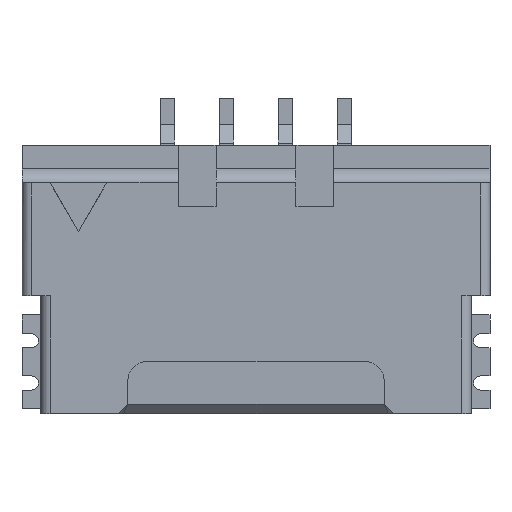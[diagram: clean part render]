
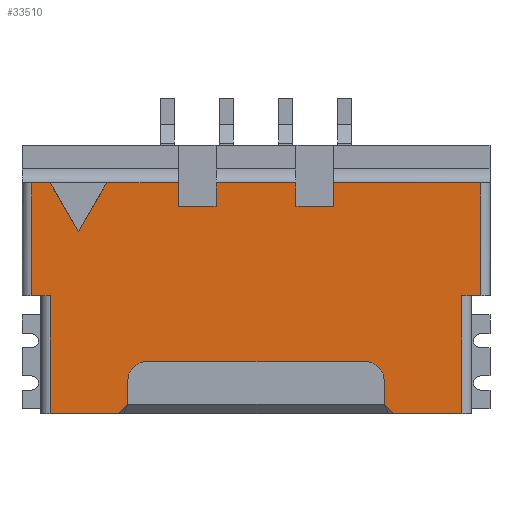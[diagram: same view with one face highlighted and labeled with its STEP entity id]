
A CAD part, top view. The second image highlights one B-rep face of the part: STEP entity #33510.
In plain terms, the highlighted planar face has unit normal (0, 0, 1).
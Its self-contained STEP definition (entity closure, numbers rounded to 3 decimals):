
#6060=CARTESIAN_POINT('',(16.567,-3.732,2.5));
#6070=VERTEX_POINT('',#6060);
#6100=CARTESIAN_POINT('',(16.567,0.,2.5));
#6110=DIRECTION('',(0.,-1.,0.));
#6120=VECTOR('',#6110,1.);
#6130=LINE('',#6100,#6120);
#6140=CARTESIAN_POINT('',(16.567,-3.232,2.5));
#6150=VERTEX_POINT('',#6140);
#6160=EDGE_CURVE('',#6150,#6070,#6130,.T.);
#7250=CARTESIAN_POINT('',(15.517,-0.071,2.5));
#7260=VERTEX_POINT('',#7250);
#7290=CARTESIAN_POINT('',(15.475,0.,2.5));
#7300=DIRECTION('',(0.5,-0.866,0.));
#7310=VECTOR('',#7300,1.);
#7320=LINE('',#7290,#7310);
#7330=CARTESIAN_POINT('',(14.917,0.968,2.5));
#7340=VERTEX_POINT('',#7330);
#7350=EDGE_CURVE('',#7340,#7260,#7320,.T.);
#15540=CARTESIAN_POINT('',(16.367,-3.932,2.5));
#15550=VERTEX_POINT('',#15540);
#15580=CARTESIAN_POINT('',(18.6,-1.699,2.5));
#15590=DIRECTION('',(-0.707,-0.707,0.));
#15600=VECTOR('',#15590,1.);
#15610=LINE('',#15580,#15600);
#15620=EDGE_CURVE('',#6070,#15550,#15610,.T.);
#15720=CARTESIAN_POINT('',(23.667,-3.932,2.5));
#15730=DIRECTION('',(0.,1.,0.));
#15740=VECTOR('',#15730,1.);
#15750=LINE('',#15720,#15740);
#15760=CARTESIAN_POINT('',(23.667,-3.932,2.5));
#15770=VERTEX_POINT('',#15760);
#15780=CARTESIAN_POINT('',(23.667,-1.432,2.5));
#15790=VERTEX_POINT('',#15780);
#15800=EDGE_CURVE('',#15770,#15790,#15750,.T.);
#16670=CARTESIAN_POINT('',(16.967,-2.832,2.5));
#16680=VERTEX_POINT('',#16670);
#16710=CARTESIAN_POINT('',(18.6,-2.832,2.5));
#16720=DIRECTION('',(-1.,0.,0.));
#16730=VECTOR('',#16720,1.);
#16740=LINE('',#16710,#16730);
#16750=CARTESIAN_POINT('',(21.617,-2.832,2.5));
#16760=VERTEX_POINT('',#16750);
#16770=EDGE_CURVE('',#16760,#16680,#16740,.T.);
#17340=CARTESIAN_POINT('',(18.6,0.968,2.5));
#17350=DIRECTION('',(1.,0.,-0.));
#17360=VECTOR('',#17350,1.);
#17370=LINE('',#17340,#17360);
#17380=CARTESIAN_POINT('',(18.442,0.968,2.5));
#17390=VERTEX_POINT('',#17380);
#17400=CARTESIAN_POINT('',(20.142,0.968,2.5));
#17410=VERTEX_POINT('',#17400);
#17420=EDGE_CURVE('',#17390,#17410,#17370,.T.);
#18520=CARTESIAN_POINT('',(17.642,0.,2.5));
#18530=DIRECTION('',(0.,-1.,0.));
#18540=VECTOR('',#18530,1.);
#18550=LINE('',#18520,#18540);
#18560=CARTESIAN_POINT('',(17.642,0.968,2.5));
#18570=VERTEX_POINT('',#18560);
#18580=CARTESIAN_POINT('',(17.642,0.468,2.5));
#18590=VERTEX_POINT('',#18580);
#18600=EDGE_CURVE('',#18570,#18590,#18550,.T.);
#20530=CARTESIAN_POINT('',(16.117,0.968,2.5));
#20540=VERTEX_POINT('',#20530);
#20590=CARTESIAN_POINT('',(18.6,0.968,2.5));
#20600=DIRECTION('',(1.,0.,-0.));
#20610=VECTOR('',#20600,1.);
#20620=LINE('',#20590,#20610);
#20630=EDGE_CURVE('',#20540,#18570,#20620,.T.);
#20860=CARTESIAN_POINT('',(18.442,0.468,2.5));
#20870=VERTEX_POINT('',#20860);
#20900=CARTESIAN_POINT('',(18.6,0.468,2.5));
#20910=DIRECTION('',(-1.,-0.,0.));
#20920=VECTOR('',#20910,1.);
#20930=LINE('',#20900,#20920);
#20940=EDGE_CURVE('',#20870,#18590,#20930,.T.);
#23320=CARTESIAN_POINT('',(16.967,-3.232,2.5));
#23330=DIRECTION('',(0.,0.,-1.));
#23340=DIRECTION('',(-1.,0.,0.));
#23350=AXIS2_PLACEMENT_3D('',#23320,#23330,#23340);
#23360=CIRCLE('',#23350,0.4);
#23370=EDGE_CURVE('',#6150,#16680,#23360,.T.);
#23610=CARTESIAN_POINT('',(14.517,-1.432,2.5));
#23620=VERTEX_POINT('',#23610);
#23720=CARTESIAN_POINT('',(14.517,0.968,2.5));
#23730=VERTEX_POINT('',#23720);
#23760=CARTESIAN_POINT('',(14.517,-1.432,2.5));
#23770=DIRECTION('',(0.,1.,0.));
#23780=VECTOR('',#23770,1.);
#23790=LINE('',#23760,#23780);
#23800=EDGE_CURVE('',#23620,#23730,#23790,.T.);
#25160=CARTESIAN_POINT('',(18.442,0.,2.5));
#25170=DIRECTION('',(0.,1.,-0.));
#25180=VECTOR('',#25170,1.);
#25190=LINE('',#25160,#25180);
#25200=EDGE_CURVE('',#20870,#17390,#25190,.T.);
#30240=CARTESIAN_POINT('',(15.558,0.,2.5));
#30250=DIRECTION('',(0.5,0.866,0.));
#30260=VECTOR('',#30250,1.);
#30270=LINE('',#30240,#30260);
#30280=EDGE_CURVE('',#7260,#20540,#30270,.T.);
#30620=CARTESIAN_POINT('',(18.6,0.968,2.5));
#30630=DIRECTION('',(1.,0.,-0.));
#30640=VECTOR('',#30630,1.);
#30650=LINE('',#30620,#30640);
#30660=EDGE_CURVE('',#23730,#7340,#30650,.T.);
#32310=CARTESIAN_POINT('',(24.306,-4.055,2.5));
#32320=DIRECTION('',(0.,0.,1.));
#32330=DIRECTION('',(1.,0.,-0.));
#32340=AXIS2_PLACEMENT_3D('',#32310,#32320,#32330);
#32350=PLANE('',#32340);
#32360=CARTESIAN_POINT('',(18.6,-1.432,2.5));
#32370=DIRECTION('',(-1.,-0.,-0.));
#32380=VECTOR('',#32370,1.);
#32390=LINE('',#32360,#32380);
#32400=CARTESIAN_POINT('',(24.067,-1.432,2.5));
#32410=VERTEX_POINT('',#32400);
#32420=EDGE_CURVE('',#32410,#15790,#32390,.T.);
#32430=ORIENTED_EDGE('',*,*,#32420,.F.);
#32440=ORIENTED_EDGE('',*,*,#15800,.T.);
#32450=CARTESIAN_POINT('',(18.6,-3.932,2.5));
#32460=DIRECTION('',(-1.,-0.,-0.));
#32470=VECTOR('',#32460,1.);
#32480=LINE('',#32450,#32470);
#32490=CARTESIAN_POINT('',(22.217,-3.932,2.5));
#32500=VERTEX_POINT('',#32490);
#32510=EDGE_CURVE('',#15770,#32500,#32480,.T.);
#32520=ORIENTED_EDGE('',*,*,#32510,.F.);
#32530=CARTESIAN_POINT('',(18.6,-0.315,2.5));
#32540=DIRECTION('',(0.707,-0.707,0.));
#32550=VECTOR('',#32540,1.);
#32560=LINE('',#32530,#32550);
#32570=CARTESIAN_POINT('',(22.017,-3.732,2.5));
#32580=VERTEX_POINT('',#32570);
#32590=EDGE_CURVE('',#32580,#32500,#32560,.T.);
#32600=ORIENTED_EDGE('',*,*,#32590,.T.);
#32610=CARTESIAN_POINT('',(22.017,0.,2.5));
#32620=DIRECTION('',(-0.,-1.,0.));
#32630=VECTOR('',#32620,1.);
#32640=LINE('',#32610,#32630);
#32650=CARTESIAN_POINT('',(22.017,-3.232,2.5));
#32660=VERTEX_POINT('',#32650);
#32670=EDGE_CURVE('',#32660,#32580,#32640,.T.);
#32680=ORIENTED_EDGE('',*,*,#32670,.T.);
#32690=CARTESIAN_POINT('',(21.617,-3.232,2.5));
#32700=DIRECTION('',(-0.,-0.,1.));
#32710=DIRECTION('',(-1.,0.,-0.));
#32720=AXIS2_PLACEMENT_3D('',#32690,#32700,#32710);
#32730=CIRCLE('',#32720,0.4);
#32740=EDGE_CURVE('',#32660,#16760,#32730,.T.);
#32750=ORIENTED_EDGE('',*,*,#32740,.F.);
#32760=ORIENTED_EDGE('',*,*,#16770,.F.);
#32770=ORIENTED_EDGE('',*,*,#23370,.T.);
#32780=ORIENTED_EDGE('',*,*,#6160,.F.);
#32790=ORIENTED_EDGE('',*,*,#15620,.F.);
#32800=CARTESIAN_POINT('',(18.6,-3.932,2.5));
#32810=DIRECTION('',(1.,0.,0.));
#32820=VECTOR('',#32810,1.);
#32830=LINE('',#32800,#32820);
#32840=CARTESIAN_POINT('',(14.917,-3.932,2.5));
#32850=VERTEX_POINT('',#32840);
#32860=EDGE_CURVE('',#32850,#15550,#32830,.T.);
#32870=ORIENTED_EDGE('',*,*,#32860,.T.);
#32880=CARTESIAN_POINT('',(14.917,-3.932,2.5));
#32890=DIRECTION('',(0.,1.,0.));
#32900=VECTOR('',#32890,1.);
#32910=LINE('',#32880,#32900);
#32920=CARTESIAN_POINT('',(14.917,-1.432,2.5));
#32930=VERTEX_POINT('',#32920);
#32940=EDGE_CURVE('',#32850,#32930,#32910,.T.);
#32950=ORIENTED_EDGE('',*,*,#32940,.F.);
#32960=CARTESIAN_POINT('',(18.6,-1.432,2.5));
#32970=DIRECTION('',(1.,0.,0.));
#32980=VECTOR('',#32970,1.);
#32990=LINE('',#32960,#32980);
#33000=EDGE_CURVE('',#23620,#32930,#32990,.T.);
#33010=ORIENTED_EDGE('',*,*,#33000,.T.);
#33020=ORIENTED_EDGE('',*,*,#23800,.F.);
#33030=ORIENTED_EDGE('',*,*,#30660,.F.);
#33040=ORIENTED_EDGE('',*,*,#7350,.F.);
#33050=ORIENTED_EDGE('',*,*,#30280,.F.);
#33060=ORIENTED_EDGE('',*,*,#20630,.F.);
#33070=ORIENTED_EDGE('',*,*,#18600,.F.);
#33080=ORIENTED_EDGE('',*,*,#20940,.T.);
#33090=ORIENTED_EDGE('',*,*,#25200,.F.);
#33100=ORIENTED_EDGE('',*,*,#17420,.F.);
#33110=CARTESIAN_POINT('',(20.142,0.,2.5));
#33120=DIRECTION('',(-0.,1.,0.));
#33130=VECTOR('',#33120,1.);
#33140=LINE('',#33110,#33130);
#33150=CARTESIAN_POINT('',(20.142,0.468,2.5));
#33160=VERTEX_POINT('',#33150);
#33170=EDGE_CURVE('',#33160,#17410,#33140,.T.);
#33180=ORIENTED_EDGE('',*,*,#33170,.T.);
#33190=CARTESIAN_POINT('',(18.6,0.468,2.5));
#33200=DIRECTION('',(1.,-0.,-0.));
#33210=VECTOR('',#33200,1.);
#33220=LINE('',#33190,#33210);
#33230=CARTESIAN_POINT('',(20.942,0.468,2.5));
#33240=VERTEX_POINT('',#33230);
#33250=EDGE_CURVE('',#33160,#33240,#33220,.T.);
#33260=ORIENTED_EDGE('',*,*,#33250,.F.);
#33270=CARTESIAN_POINT('',(20.942,0.,2.5));
#33280=DIRECTION('',(-0.,-1.,0.));
#33290=VECTOR('',#33280,1.);
#33300=LINE('',#33270,#33290);
#33310=CARTESIAN_POINT('',(20.942,0.968,2.5));
#33320=VERTEX_POINT('',#33310);
#33330=EDGE_CURVE('',#33320,#33240,#33300,.T.);
#33340=ORIENTED_EDGE('',*,*,#33330,.T.);
#33350=CARTESIAN_POINT('',(18.6,0.968,2.5));
#33360=DIRECTION('',(-1.,0.,0.));
#33370=VECTOR('',#33360,1.);
#33380=LINE('',#33350,#33370);
#33390=CARTESIAN_POINT('',(24.067,0.968,2.5));
#33400=VERTEX_POINT('',#33390);
#33410=EDGE_CURVE('',#33400,#33320,#33380,.T.);
#33420=ORIENTED_EDGE('',*,*,#33410,.T.);
#33430=CARTESIAN_POINT('',(24.067,-1.432,2.5));
#33440=DIRECTION('',(0.,1.,0.));
#33450=VECTOR('',#33440,1.);
#33460=LINE('',#33430,#33450);
#33470=EDGE_CURVE('',#32410,#33400,#33460,.T.);
#33480=ORIENTED_EDGE('',*,*,#33470,.T.);
#33490=EDGE_LOOP('',(#33480,#33420,#33340,#33260,#33180,#33100,#33090,
#33080,#33070,#33060,#33050,#33040,#33030,#33020,#33010,#32950,#32870,
#32790,#32780,#32770,#32760,#32750,#32680,#32600,#32520,#32440,#32430));
#33500=FACE_OUTER_BOUND('',#33490,.T.);
#33510=ADVANCED_FACE('',(#33500),#32350,.T.);
